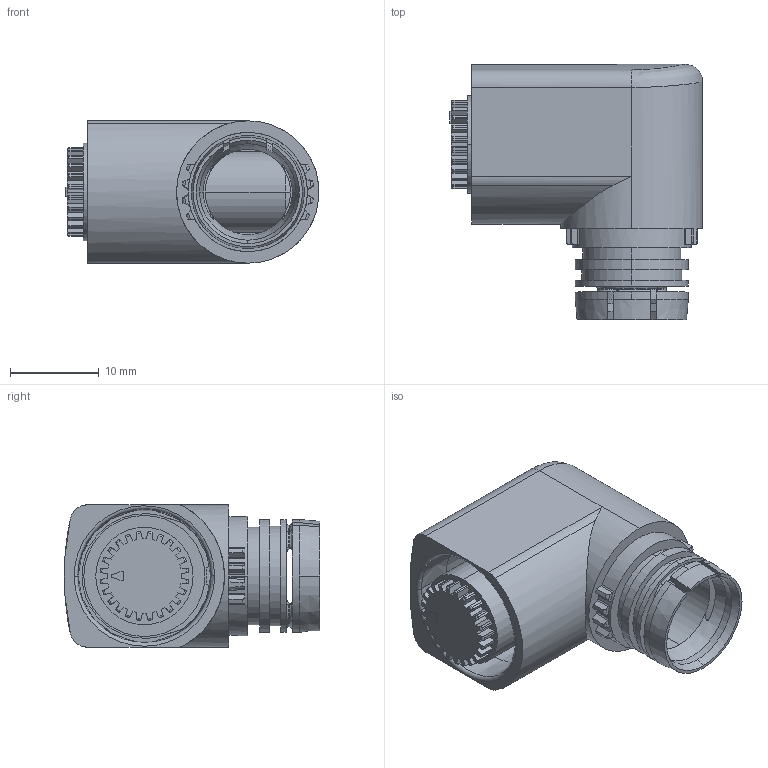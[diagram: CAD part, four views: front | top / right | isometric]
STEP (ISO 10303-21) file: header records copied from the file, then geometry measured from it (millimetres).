
FILE_DESCRIPTION(('STEP AP242'),'1');
FILE_NAME('switch_zce01.stp','2020-11-02T10:49:16',('TraceParts'),('TraceParts S.A.'),'Spatial InterOp 3D',' ',' ');
FILE_SCHEMA(('AP242_MANAGED_MODEL_BASED_3D_ENGINEERING_MIM_LF {1 0 10303 442 1 1 4}'));
Length unit declared in the file: millimetre
Products named in the file (1): switch_zce01_1
Bounding box: 28.42 x 28.7 x 16 mm (x, y, z)
Volume: 5914.7 mm3; surface area: 5115.2 mm2
Topology: 2 solids, 2 shells, 398 faces, 1115 edges, 726 vertices
Faces by surface type: cylinder 174, plane 135, torus 53, cone 26, bspline 10
Entity records: 19099 total; most frequent: CARTESIAN_POINT 8776, ORIENTED_EDGE 2226, DIRECTION 2197, EDGE_CURVE 1113, AXIS2_PLACEMENT_3D 856, VERTEX_POINT 725, LINE 485, VECTOR 485
